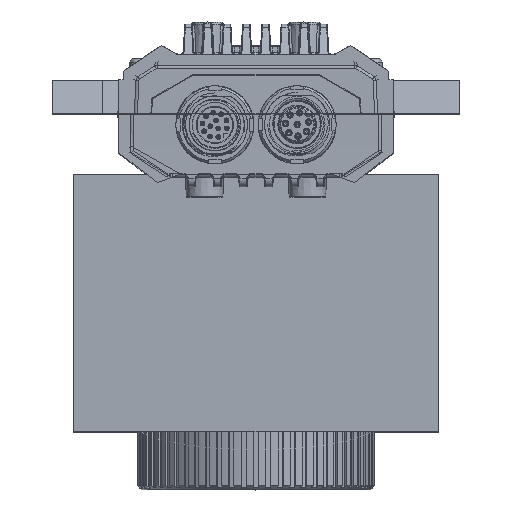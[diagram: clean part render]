
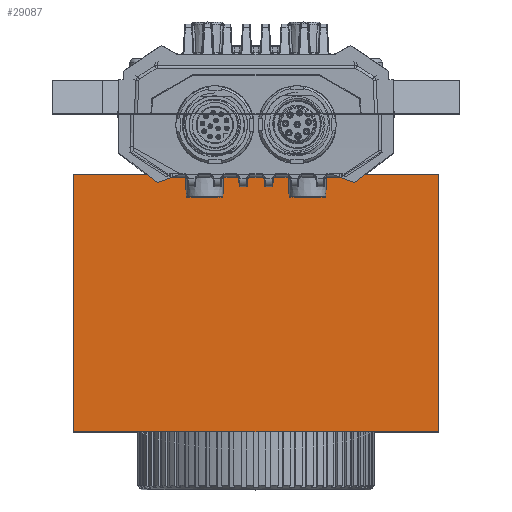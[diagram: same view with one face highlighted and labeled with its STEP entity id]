
A CAD part, top view. The second image highlights one B-rep face of the part: STEP entity #29087.
In plain terms, the highlighted planar face has unit normal (0, 0, 1).
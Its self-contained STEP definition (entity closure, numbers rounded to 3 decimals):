
#28973=DIRECTION('',(0.,1.,0.));
#28974=VECTOR('',#28973,60.);
#28975=CARTESIAN_POINT('',(42.5,-74.,17.5));
#28976=LINE('',#28975,#28974);
#28989=DIRECTION('',(1.,0.,0.));
#28990=VECTOR('',#28989,85.);
#28991=CARTESIAN_POINT('',(-42.5,-14.,17.5));
#28992=LINE('',#28991,#28990);
#28993=DIRECTION('',(-1.,0.,0.));
#28994=VECTOR('',#28993,85.);
#28995=CARTESIAN_POINT('',(42.5,-74.,17.5));
#28996=LINE('',#28995,#28994);
#28997=DIRECTION('',(0.,1.,0.));
#28998=VECTOR('',#28997,60.);
#28999=CARTESIAN_POINT('',(-42.5,-74.,17.5));
#29000=LINE('',#28999,#28998);
#29014=CARTESIAN_POINT('',(42.5,-74.,17.5));
#29016=VERTEX_POINT('',#29014);
#29017=CARTESIAN_POINT('',(-42.5,-74.,17.5));
#29019=VERTEX_POINT('',#29017);
#29021=CARTESIAN_POINT('',(42.5,-14.,17.5));
#29023=VERTEX_POINT('',#29021);
#29026=CARTESIAN_POINT('',(-42.5,-14.,17.5));
#29028=VERTEX_POINT('',#29026);
#29075=CARTESIAN_POINT('',(42.5,-14.,17.5));
#29076=DIRECTION('',(0.,0.,1.));
#29077=DIRECTION('',(-1.,0.,0.));
#29078=AXIS2_PLACEMENT_3D('',#29075,#29076,#29077);
#29079=PLANE('',#29078);
#29080=ORIENTED_EDGE('',*,*,#29055,.T.);
#29081=ORIENTED_EDGE('',*,*,#29040,.F.);
#29083=ORIENTED_EDGE('',*,*,#29082,.T.);
#29084=ORIENTED_EDGE('',*,*,#29066,.T.);
#29085=EDGE_LOOP('',(#29080,#29081,#29083,#29084));
#29086=FACE_OUTER_BOUND('',#29085,.F.);
#29087=ADVANCED_FACE('',(#29086),#29079,.T.);
#29040=EDGE_CURVE('',#29016,#29023,#28976,.T.);
#29055=EDGE_CURVE('',#29028,#29023,#28992,.T.);
#29066=EDGE_CURVE('',#29019,#29028,#29000,.T.);
#29082=EDGE_CURVE('',#29016,#29019,#28996,.T.);
